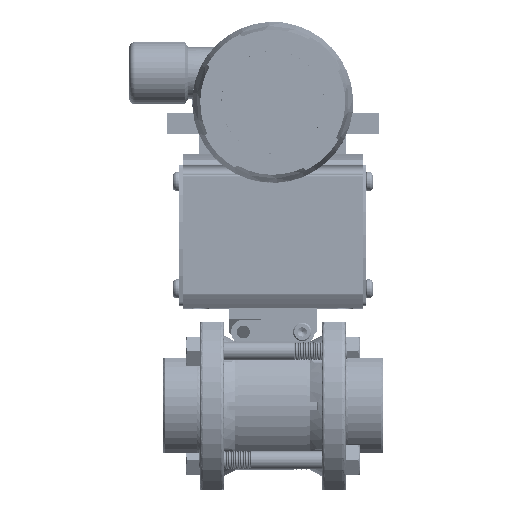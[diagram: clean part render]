
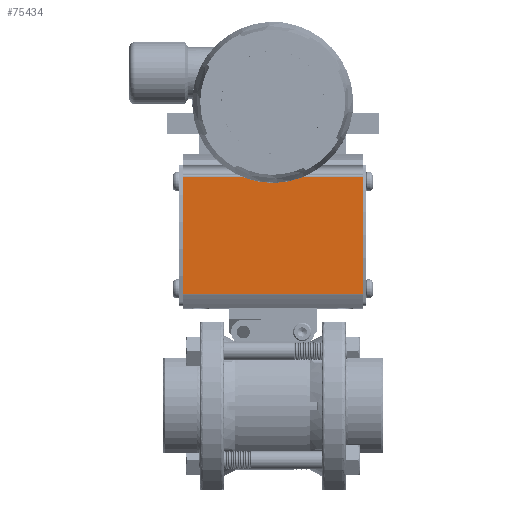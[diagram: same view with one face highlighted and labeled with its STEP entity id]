
A CAD part, top view. The second image highlights one B-rep face of the part: STEP entity #75434.
In plain terms, the highlighted planar face has unit normal (0, 0, 1).
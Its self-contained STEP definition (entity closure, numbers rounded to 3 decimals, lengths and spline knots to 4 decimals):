
#1311 = LINE ( 'NONE', #97021, #186798 ) ;
#8736 = PLANE ( 'NONE',  #33661 ) ;
#9148 = LINE ( 'NONE', #90244, #152456 ) ;
#11553 = VECTOR ( 'NONE', #95805, 39.3701 ) ;
#25994 = CARTESIAN_POINT ( 'NONE',  ( -5.0238, 3.8004, 3.281 ) ) ;
#26740 = DIRECTION ( 'NONE',  ( 0., -1., 0. ) ) ;
#32268 = CARTESIAN_POINT ( 'NONE',  ( 1.5441, 3.7931, 3.281 ) ) ;
#33661 = AXIS2_PLACEMENT_3D ( 'NONE', #25994, #134369, #26740 ) ;
#39682 = VECTOR ( 'NONE', #122219, 39.3701 ) ;
#51887 = ORIENTED_EDGE ( 'NONE', *, *, #222815, .T. ) ;
#53742 = LINE ( 'NONE', #77713, #11553 ) ;
#54026 = EDGE_CURVE ( 'NONE', #101583, #134944, #87442, .T. ) ;
#59111 = ORIENTED_EDGE ( 'NONE', *, *, #54026, .F. ) ;
#60967 = DIRECTION ( 'NONE',  ( -1., 0., 0. ) ) ;
#61250 = EDGE_CURVE ( 'NONE', #209202, #147935, #53742, .T. ) ;
#71372 = DIRECTION ( 'NONE',  ( 1., 0., 0. ) ) ;
#75434 = ADVANCED_FACE ( 'NONE', ( #105525 ), #8736, .F. ) ;
#77713 = CARTESIAN_POINT ( 'NONE',  ( -1.5109, 3.8004, 3.281 ) ) ;
#80492 = EDGE_CURVE ( 'NONE', #101583, #147935, #1311, .T. ) ;
#87442 = LINE ( 'NONE', #157501, #39682 ) ;
#90244 = CARTESIAN_POINT ( 'NONE',  ( -5.0238, 1.7988, 3.281 ) ) ;
#94129 = CARTESIAN_POINT ( 'NONE',  ( -1.5109, 1.7988, 3.281 ) ) ;
#95805 = DIRECTION ( 'NONE',  ( 0., 1., 0. ) ) ;
#97021 = CARTESIAN_POINT ( 'NONE',  ( -5.0238, 3.7931, 3.281 ) ) ;
#101583 = VERTEX_POINT ( 'NONE', #32268 ) ;
#105525 = FACE_OUTER_BOUND ( 'NONE', #144518, .T. ) ;
#109676 = ORIENTED_EDGE ( 'NONE', *, *, #80492, .T. ) ;
#122219 = DIRECTION ( 'NONE',  ( 0., -1., 0. ) ) ;
#134369 = DIRECTION ( 'NONE',  ( 0., 0., -1. ) ) ;
#134944 = VERTEX_POINT ( 'NONE', #160400 ) ;
#144518 = EDGE_LOOP ( 'NONE', ( #59111, #109676, #154159, #51887 ) ) ;
#147935 = VERTEX_POINT ( 'NONE', #214200 ) ;
#152456 = VECTOR ( 'NONE', #71372, 39.3701 ) ;
#154159 = ORIENTED_EDGE ( 'NONE', *, *, #61250, .F. ) ;
#157501 = CARTESIAN_POINT ( 'NONE',  ( 1.5441, 3.8004, 3.281 ) ) ;
#160400 = CARTESIAN_POINT ( 'NONE',  ( 1.5441, 1.7988, 3.281 ) ) ;
#186798 = VECTOR ( 'NONE', #60967, 39.3701 ) ;
#209202 = VERTEX_POINT ( 'NONE', #94129 ) ;
#214200 = CARTESIAN_POINT ( 'NONE',  ( -1.5109, 3.7931, 3.281 ) ) ;
#222815 = EDGE_CURVE ( 'NONE', #209202, #134944, #9148, .T. ) ;
